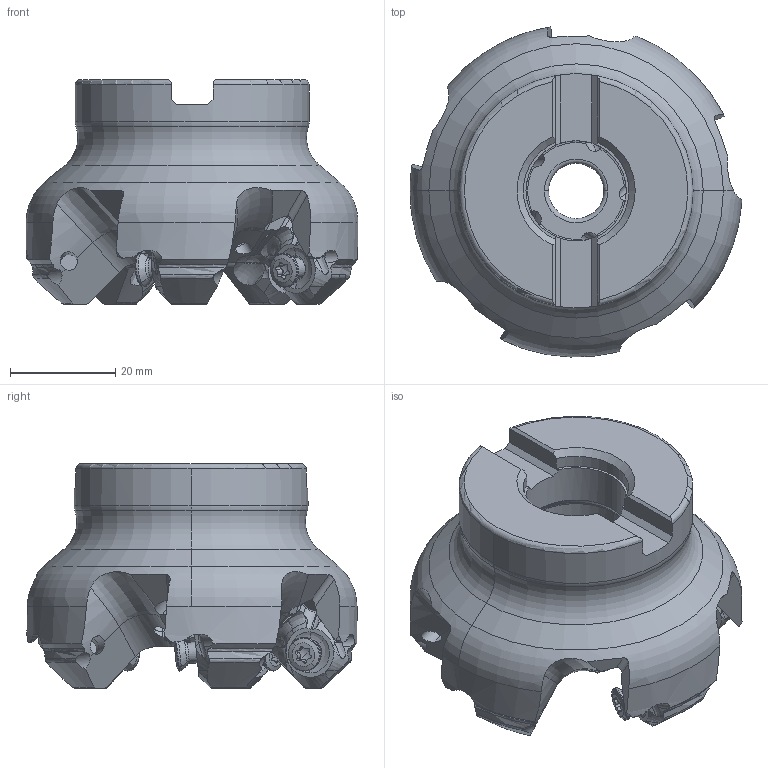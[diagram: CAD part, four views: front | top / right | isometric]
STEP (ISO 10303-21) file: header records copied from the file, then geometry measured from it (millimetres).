
FILE_DESCRIPTION(/* description */ (''),/* implementation_level */ '2;1');
FILE_NAME(/* name */ 'WSX445UR0205AA.stp',/* time_stamp */ '2021-09-08T11:36:39+09:00',/* author */ (''),/* organization */ (''),/* preprocessor_version */ 'ST-DEVELOPER v16',/* originating_system */ 'SIEMENS PLM Software NX 10.0',/* authorisation */ '');
FILE_SCHEMA (('AUTOMOTIVE_DESIGN { 1 0 10303 214 3 1 1 1 }'));
Products named in the file (1): WSX445UR0205AA_ASM
Bounding box: 63.05 x 62.71 x 42.7 mm (x, y, z)
Volume: 62226.7 mm3; surface area: 16571 mm2
Topology: 6 solids, 6 shells, 777 faces, 2040 edges, 1288 vertices
Faces by surface type: cylinder 242, plane 176, bspline 155, torus 94, extrusion 40, cone 35, sphere 35
Entity records: 49015 total; most frequent: CARTESIAN_POINT 31161, ORIENTED_EDGE 4060, DIRECTION 3178, EDGE_CURVE 2030, AXIS2_PLACEMENT_3D 1289, VERTEX_POINT 1261, B_SPLINE_CURVE_WITH_KNOTS 832, EDGE_LOOP 795
